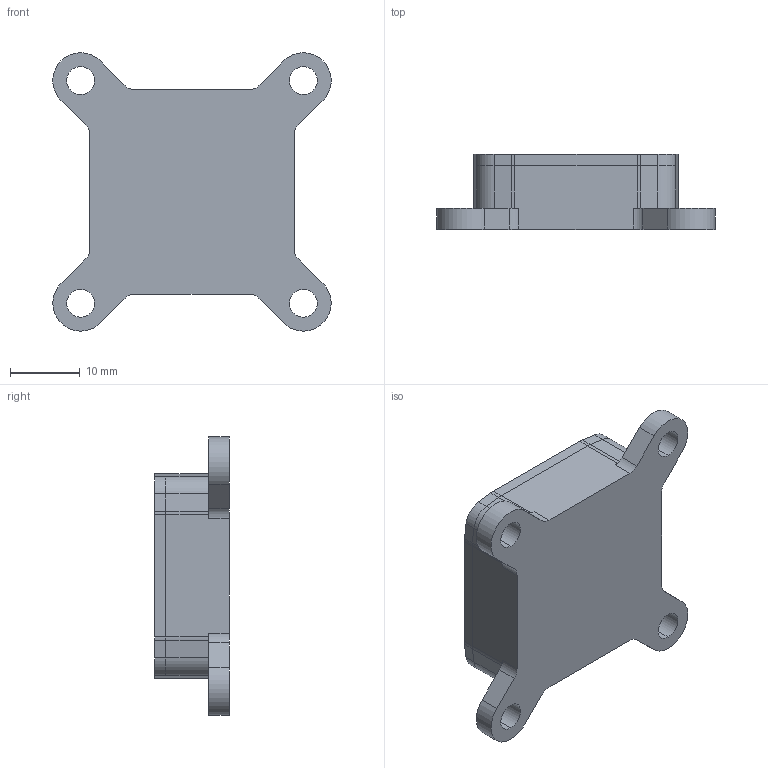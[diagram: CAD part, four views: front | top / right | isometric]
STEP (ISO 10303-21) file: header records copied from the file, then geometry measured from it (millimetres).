
FILE_DESCRIPTION (( 'STEP AP214' ), '1' );
FILE_NAME ('Analog Gyroscope V1.1.STEP', '2021-01-27T06:57:32', ( '' ), ( '' ), 'SwSTEP 2.0', 'SolidWorks 2020', '' );
FILE_SCHEMA (( 'AUTOMOTIVE_DESIGN' ));
Length unit declared in the file: inch
Products named in the file (1): Analog Gyroscope V1.1
Bounding box: 39.99 x 10.75 x 39.98 mm (x, y, z)
Volume: 5195 mm3; surface area: 6074.9 mm2
Topology: 2 solids, 2 shells, 650 faces, 1803 edges, 1202 vertices
Faces by surface type: plane 365, bspline 207, cylinder 78
Entity records: 22315 total; most frequent: CARTESIAN_POINT 6347, ORIENTED_EDGE 3606, DIRECTION 2433, EDGE_CURVE 1803, VECTOR 1233, LINE 1233, VERTEX_POINT 1202, EDGE_LOOP 711
